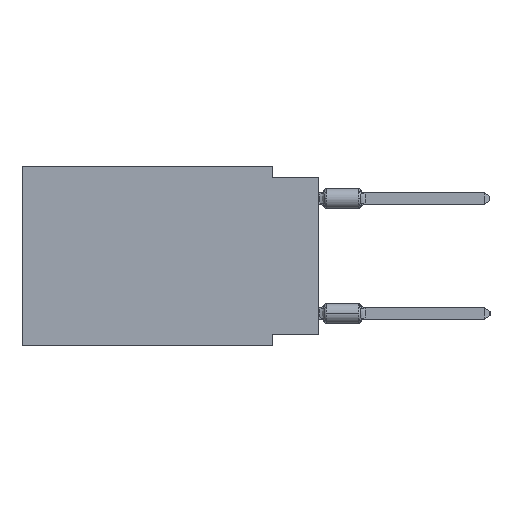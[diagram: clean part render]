
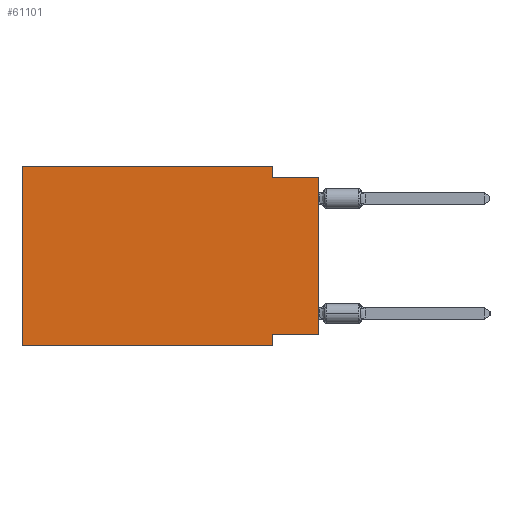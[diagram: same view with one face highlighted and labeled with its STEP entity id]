
A CAD part, left-side view. The second image highlights one B-rep face of the part: STEP entity #61101.
In plain terms, the highlighted planar face has unit normal (-1, 0, 0).
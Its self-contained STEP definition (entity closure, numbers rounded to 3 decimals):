
#387 = VECTOR ( 'NONE', #10411, 1000. ) ;
#1807 = DIRECTION ( 'NONE',  ( 0., 0., 1. ) ) ;
#4161 = VERTEX_POINT ( 'NONE', #52949 ) ;
#4713 = DIRECTION ( 'NONE',  ( 0., 0., -1. ) ) ;
#5165 = VERTEX_POINT ( 'NONE', #13528 ) ;
#5784 = CARTESIAN_POINT ( 'NONE',  ( 0., 16.383, -9.906 ) ) ;
#9426 = VERTEX_POINT ( 'NONE', #64393 ) ;
#9540 = EDGE_CURVE ( 'NONE', #18812, #5165, #15771, .T. ) ;
#10411 = DIRECTION ( 'NONE',  ( 0., 0., 1. ) ) ;
#10609 = ORIENTED_EDGE ( 'NONE', *, *, #32003, .F. ) ;
#11758 = CARTESIAN_POINT ( 'NONE',  ( 0., 16.383, 0. ) ) ;
#13445 = EDGE_LOOP ( 'NONE', ( #13809, #30126, #52387, #48759, #62224, #15702, #10609, #27243 ) ) ;
#13528 = CARTESIAN_POINT ( 'NONE',  ( 0., 0., -0.635 ) ) ;
#13553 = EDGE_CURVE ( 'NONE', #39594, #41490, #23513, .T. ) ;
#13809 = ORIENTED_EDGE ( 'NONE', *, *, #19213, .T. ) ;
#14361 = EDGE_CURVE ( 'NONE', #9426, #4161, #60896, .T. ) ;
#15702 = ORIENTED_EDGE ( 'NONE', *, *, #30276, .T. ) ;
#15771 = LINE ( 'NONE', #30845, #32128 ) ;
#18812 = VERTEX_POINT ( 'NONE', #58181 ) ;
#19213 = EDGE_CURVE ( 'NONE', #9426, #5165, #62154, .T. ) ;
#20513 = EDGE_CURVE ( 'NONE', #41490, #40773, #38641, .T. ) ;
#23513 = LINE ( 'NONE', #59364, #387 ) ;
#24476 = FACE_OUTER_BOUND ( 'NONE', #13445, .T. ) ;
#25041 = CARTESIAN_POINT ( 'NONE',  ( 0., 0., -9.271 ) ) ;
#26013 = VECTOR ( 'NONE', #53686, 1000. ) ;
#27243 = ORIENTED_EDGE ( 'NONE', *, *, #14361, .F. ) ;
#30126 = ORIENTED_EDGE ( 'NONE', *, *, #9540, .F. ) ;
#30276 = EDGE_CURVE ( 'NONE', #39594, #62127, #54218, .T. ) ;
#30500 = CARTESIAN_POINT ( 'NONE',  ( 0., 16.383, 0. ) ) ;
#30845 = CARTESIAN_POINT ( 'NONE',  ( 0., 0., -0.635 ) ) ;
#32003 = EDGE_CURVE ( 'NONE', #4161, #62127, #43404, .T. ) ;
#32128 = VECTOR ( 'NONE', #62027, 1000. ) ;
#33693 = DIRECTION ( 'NONE',  ( 0., 0., -1. ) ) ;
#33873 = LINE ( 'NONE', #59680, #26013 ) ;
#38046 = CARTESIAN_POINT ( 'NONE',  ( 0., 2.54, -9.906 ) ) ;
#38641 = LINE ( 'NONE', #59098, #42872 ) ;
#39594 = VERTEX_POINT ( 'NONE', #5784 ) ;
#40773 = VERTEX_POINT ( 'NONE', #54412 ) ;
#41490 = VERTEX_POINT ( 'NONE', #11758 ) ;
#42872 = VECTOR ( 'NONE', #48382, 1000. ) ;
#43404 = LINE ( 'NONE', #38046, #56741 ) ;
#44575 = PLANE ( 'NONE',  #63697 ) ;
#44924 = DIRECTION ( 'NONE',  ( 1., 0., 0. ) ) ;
#48382 = DIRECTION ( 'NONE',  ( 0., -1., 0. ) ) ;
#48759 = ORIENTED_EDGE ( 'NONE', *, *, #20513, .F. ) ;
#50193 = VECTOR ( 'NONE', #1807, 1000. ) ;
#52387 = ORIENTED_EDGE ( 'NONE', *, *, #58839, .F. ) ;
#52949 = CARTESIAN_POINT ( 'NONE',  ( 0., 2.54, -9.271 ) ) ;
#53686 = DIRECTION ( 'NONE',  ( 0., 0., -1. ) ) ;
#54090 = CARTESIAN_POINT ( 'NONE',  ( 0., 2.54, -9.906 ) ) ;
#54218 = LINE ( 'NONE', #63916, #57640 ) ;
#54412 = CARTESIAN_POINT ( 'NONE',  ( 0., 2.54, 0. ) ) ;
#55888 = DIRECTION ( 'NONE',  ( 0., 1., 0. ) ) ;
#56741 = VECTOR ( 'NONE', #33693, 1000. ) ;
#57134 = CARTESIAN_POINT ( 'NONE',  ( 0., 0., 0. ) ) ;
#57640 = VECTOR ( 'NONE', #63613, 1000. ) ;
#58181 = CARTESIAN_POINT ( 'NONE',  ( 0., 2.54, -0.635 ) ) ;
#58839 = EDGE_CURVE ( 'NONE', #40773, #18812, #33873, .T. ) ;
#59098 = CARTESIAN_POINT ( 'NONE',  ( 0., 16.383, 0. ) ) ;
#59364 = CARTESIAN_POINT ( 'NONE',  ( 0., 16.383, 0. ) ) ;
#59680 = CARTESIAN_POINT ( 'NONE',  ( 0., 2.54, 0. ) ) ;
#60896 = LINE ( 'NONE', #25041, #64345 ) ;
#61101 = ADVANCED_FACE ( 'NONE', ( #24476 ), #44575, .F. ) ;
#62027 = DIRECTION ( 'NONE',  ( 0., -1., 0. ) ) ;
#62127 = VERTEX_POINT ( 'NONE', #54090 ) ;
#62154 = LINE ( 'NONE', #57134, #50193 ) ;
#62224 = ORIENTED_EDGE ( 'NONE', *, *, #13553, .F. ) ;
#63613 = DIRECTION ( 'NONE',  ( 0., -1., 0. ) ) ;
#63697 = AXIS2_PLACEMENT_3D ( 'NONE', #30500, #44924, #4713 ) ;
#63916 = CARTESIAN_POINT ( 'NONE',  ( 0., 16.383, -9.906 ) ) ;
#64345 = VECTOR ( 'NONE', #55888, 1000. ) ;
#64393 = CARTESIAN_POINT ( 'NONE',  ( 0., 0., -9.271 ) ) ;
